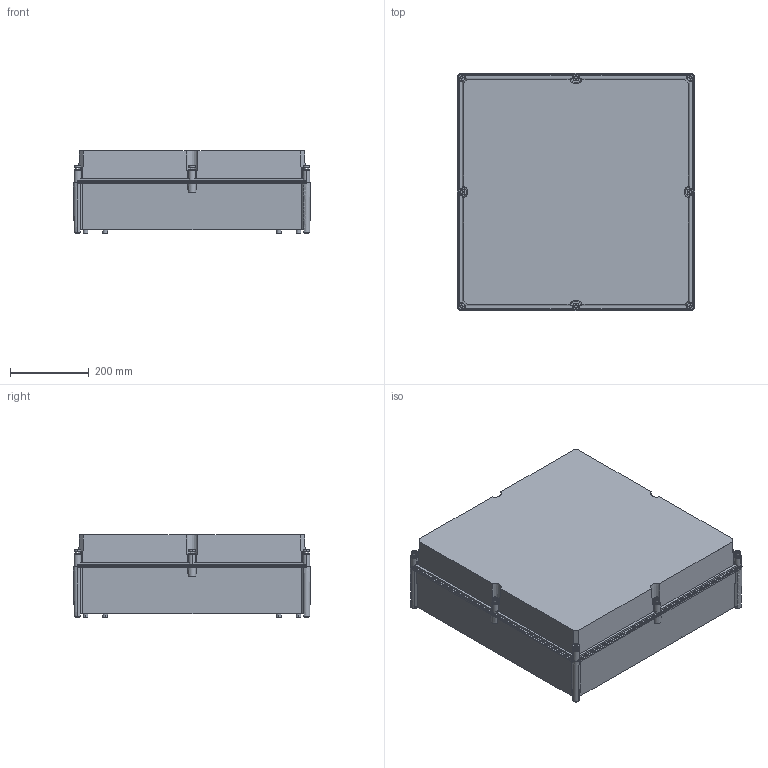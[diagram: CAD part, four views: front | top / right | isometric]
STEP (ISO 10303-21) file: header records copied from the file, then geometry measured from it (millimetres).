
FILE_DESCRIPTION(('CATIA V5R24 STEP','CAx-IF Rec.Pracs.--- Model Styling and Organization---1.2---2011-12-15'),'2;1');
FILE_NAME ('D1464889_0', '2018-05-30T09:46:05+00:00', ('Weidmueller Interface'), ('Weidmueller'), 'CATIA Version 5-6 Release 2014 SP4 HF52', 'CATIA V5 STEP AP214', 'none');
FILE_SCHEMA(('AUTOMOTIVE_DESIGN { 1 0 10303 214 1 1 1 1 }'));
Length unit declared in the file: millimetre
Products named in the file (1): TBF 60/60/18
Bounding box: 603 x 603 x 209 mm (x, y, z)
Volume: 3852406.8 mm3; surface area: 2456934 mm2
Topology: 18 solids, 18 shells, 1391 faces, 3534 edges, 2288 vertices
Faces by surface type: plane 633, cylinder 628, cone 130
Entity records: 46095 total; most frequent: CARTESIAN_POINT 13307, ORIENTED_EDGE 7068, DIRECTION 5836, EDGE_CURVE 3534, AXIS2_PLACEMENT_3D 2683, VERTEX_POINT 2288, VECTOR 1763, LINE 1763
